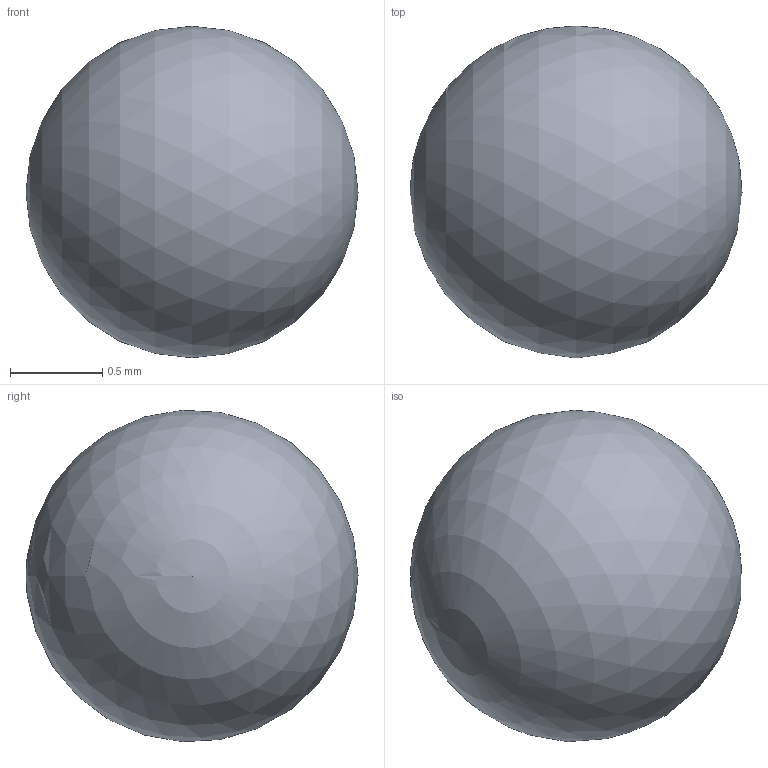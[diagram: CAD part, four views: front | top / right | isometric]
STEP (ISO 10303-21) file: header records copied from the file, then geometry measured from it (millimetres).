
FILE_DESCRIPTION(/* description */ (''),/* implementation_level */ '2;1');
FILE_NAME(/* name */ '_MR148ZZ Ball (1).stp',/* time_stamp */ '2024-12-07T09:08:57-05:00',/* author */ (''),/* organization */ (''),/* preprocessor_version */ 'ST-DEVELOPER v19.4',/* originating_system */ 'SIEMENS PLM Software NX2306.9120',/* authorisation */ '');
FILE_SCHEMA (('AP203_CONFIGURATION_CONTROLLED_3D_DESIGN_OF_MECHANICAL_PARTS_AND_ASSEMBLIES_MIM_LF { 1 0 10303 403 2 1 2}'));
Length unit declared in the file: millimetre
Products named in the file (1): _MR148ZZ Ball (1)
Bounding box: 1.8 x 1.8 x 1.8 mm (x, y, z)
Volume: 3.1 mm3; surface area: 10.2 mm2
Topology: 1 solids, 1 shells, 1 faces, 3 edges, 2 vertices
Faces by surface type: sphere 1
Entity records: 106 total; most frequent: DIRECTION 6, DATE_AND_TIME 5, LOCAL_TIME 5, COORDINATED_UNIVERSAL_TIME_OFFSET 5, CALENDAR_DATE 5, CARTESIAN_POINT 5, APPLIED_APPROVAL_ASSIGNMENT 3, APPROVAL_PERSON_ORGANIZATION 3
